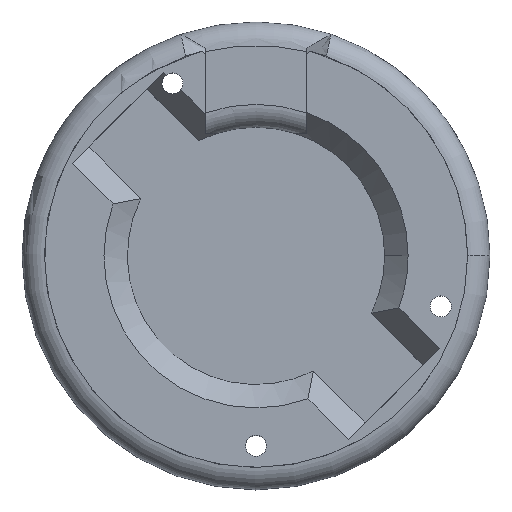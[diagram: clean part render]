
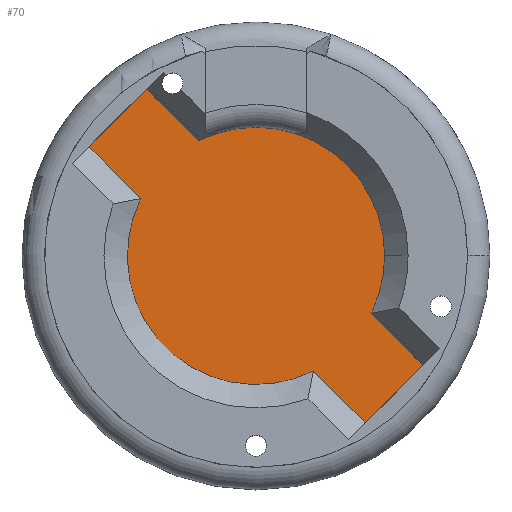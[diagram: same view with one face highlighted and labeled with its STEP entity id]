
A CAD part, top view. The second image highlights one B-rep face of the part: STEP entity #70.
In plain terms, the highlighted planar face has unit normal (0, 0, 1).
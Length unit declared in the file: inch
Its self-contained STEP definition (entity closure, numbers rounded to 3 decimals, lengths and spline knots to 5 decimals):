
#26 = LINE ( 'NONE', #27, #28 ) ;
#27 = CARTESIAN_POINT ( 'NONE',  ( -0.71418, 0.46669, -0.28 ) ) ;
#28 = VECTOR ( 'NONE', #29, 39.37008 ) ;
#29 = DIRECTION ( 'NONE',  ( 0.707, -0.707, 0. ) ) ;
#40 = CARTESIAN_POINT ( 'NONE',  ( 0.71418, -0.46669, -0.28 ) ) ;
#70 = ADVANCED_FACE ( 'NONE', ( #76 ), #77, .F. ) ;
#75 = CARTESIAN_POINT ( 'NONE',  ( 0.49244, -0.24495, -0.28 ) ) ;
#76 = FACE_OUTER_BOUND ( 'NONE', #1253, .T. ) ;
#77 = PLANE ( 'NONE',  #78 ) ;
#78 = AXIS2_PLACEMENT_3D ( 'NONE', #79, #80, #81 ) ;
#79 = CARTESIAN_POINT ( 'NONE',  ( 0.46669, -0.71418, -0.28 ) ) ;
#80 = DIRECTION ( 'NONE',  ( 0., 0., -1. ) ) ;
#81 = DIRECTION ( 'NONE',  ( -1., 0., 0. ) ) ;
#117 = CARTESIAN_POINT ( 'NONE',  ( -0.24495, 0.49244, -0.28 ) ) ;
#235 = CIRCLE ( 'NONE', #236, 0.55 ) ;
#236 = AXIS2_PLACEMENT_3D ( 'NONE', #237, #238, #239 ) ;
#237 = CARTESIAN_POINT ( 'NONE',  ( 0., 0., -0.28 ) ) ;
#238 = DIRECTION ( 'NONE',  ( 0., 0., 1. ) ) ;
#239 = DIRECTION ( 'NONE',  ( 1., 0., 0. ) ) ;
#326 = CARTESIAN_POINT ( 'NONE',  ( -0.16553, 0.5245, -0.28 ) ) ;
#385 = LINE ( 'NONE', #386, #387 ) ;
#386 = CARTESIAN_POINT ( 'NONE',  ( -0.71418, 0.46669, -0.28 ) ) ;
#387 = VECTOR ( 'NONE', #388, 39.37008 ) ;
#388 = DIRECTION ( 'NONE',  ( -0.707, -0.707, 0. ) ) ;
#521 = CIRCLE ( 'NONE', #522, 0.55 ) ;
#522 = AXIS2_PLACEMENT_3D ( 'NONE', #523, #524, #525 ) ;
#523 = CARTESIAN_POINT ( 'NONE',  ( 0., 0., -0.28 ) ) ;
#524 = DIRECTION ( 'NONE',  ( 0., 0., 1. ) ) ;
#525 = DIRECTION ( 'NONE',  ( 1., 0., 0. ) ) ;
#539 = CARTESIAN_POINT ( 'NONE',  ( -0.49244, 0.24495, -0.28 ) ) ;
#546 = CARTESIAN_POINT ( 'NONE',  ( -0.46669, 0.71418, -0.28 ) ) ;
#581 = LINE ( 'NONE', #582, #583 ) ;
#582 = CARTESIAN_POINT ( 'NONE',  ( -0.46669, 0.71418, -0.28 ) ) ;
#583 = VECTOR ( 'NONE', #584, 39.37008 ) ;
#584 = DIRECTION ( 'NONE',  ( -0.707, 0.707, 0. ) ) ;
#590 = CARTESIAN_POINT ( 'NONE',  ( 0.24495, -0.49244, -0.28 ) ) ;
#621 = CIRCLE ( 'NONE', #622, 0.55 ) ;
#622 = AXIS2_PLACEMENT_3D ( 'NONE', #623, #624, #625 ) ;
#623 = CARTESIAN_POINT ( 'NONE',  ( 0., 0., -0.28 ) ) ;
#624 = DIRECTION ( 'NONE',  ( 0., 0., 1. ) ) ;
#625 = DIRECTION ( 'NONE',  ( 1., 0., 0. ) ) ;
#632 = CARTESIAN_POINT ( 'NONE',  ( -0.71418, 0.46669, -0.28 ) ) ;
#707 = CIRCLE ( 'NONE', #708, 0.55 ) ;
#708 = AXIS2_PLACEMENT_3D ( 'NONE', #709, #711, #712 ) ;
#709 = CARTESIAN_POINT ( 'NONE',  ( 0., 0., -0.28 ) ) ;
#711 = DIRECTION ( 'NONE',  ( 0., 0., 1. ) ) ;
#712 = DIRECTION ( 'NONE',  ( 1., 0., 0. ) ) ;
#724 = LINE ( 'NONE', #725, #726 ) ;
#725 = CARTESIAN_POINT ( 'NONE',  ( -0.46669, 0.71418, -0.28 ) ) ;
#726 = VECTOR ( 'NONE', #728, 39.37008 ) ;
#728 = DIRECTION ( 'NONE',  ( -0.707, 0.707, 0. ) ) ;
#797 = CIRCLE ( 'NONE', #798, 0.55 ) ;
#798 = AXIS2_PLACEMENT_3D ( 'NONE', #799, #800, #801 ) ;
#799 = CARTESIAN_POINT ( 'NONE',  ( 0., 0., -0.28 ) ) ;
#800 = DIRECTION ( 'NONE',  ( 0., 0., 1. ) ) ;
#801 = DIRECTION ( 'NONE',  ( 1., 0., 0. ) ) ;
#807 = LINE ( 'NONE', #808, #811 ) ;
#808 = CARTESIAN_POINT ( 'NONE',  ( 0.71418, -0.46669, -0.28 ) ) ;
#811 = VECTOR ( 'NONE', #812, 39.37008 ) ;
#812 = DIRECTION ( 'NONE',  ( 0.707, 0.707, 0. ) ) ;
#820 = CARTESIAN_POINT ( 'NONE',  ( 0.46669, -0.71418, -0.28 ) ) ;
#827 = VERTEX_POINT ( 'NONE', #546 ) ;
#884 = LINE ( 'NONE', #885, #886 ) ;
#885 = CARTESIAN_POINT ( 'NONE',  ( -0.71418, 0.46669, -0.28 ) ) ;
#886 = VECTOR ( 'NONE', #887, 39.37008 ) ;
#887 = DIRECTION ( 'NONE',  ( 0.707, -0.707, 0. ) ) ;
#924 = CARTESIAN_POINT ( 'NONE',  ( 0.16553, 0.5245, -0.28 ) ) ;
#945 = ORIENTED_EDGE ( 'NONE', *, *, #1186, .T. ) ;
#988 = CARTESIAN_POINT ( 'NONE',  ( 0.55, 0., -0.28 ) ) ;
#1099 = ORIENTED_EDGE ( 'NONE', *, *, #1137, .T. ) ;
#1137 = EDGE_CURVE ( 'NONE', #1402, #1240, #807, .T. ) ;
#1155 = EDGE_CURVE ( 'NONE', #1359, #1349, #884, .T. ) ;
#1180 = ORIENTED_EDGE ( 'NONE', *, *, #1568, .T. ) ;
#1186 = EDGE_CURVE ( 'NONE', #827, #1359, #385, .T. ) ;
#1193 = ORIENTED_EDGE ( 'NONE', *, *, #1550, .T. ) ;
#1199 = ORIENTED_EDGE ( 'NONE', *, *, #1501, .T. ) ;
#1210 = EDGE_CURVE ( 'NONE', #1240, #1249, #581, .T. ) ;
#1211 = VERTEX_POINT ( 'NONE', #590 ) ;
#1220 = ORIENTED_EDGE ( 'NONE', *, *, #1210, .T. ) ;
#1240 = VERTEX_POINT ( 'NONE', #40 ) ;
#1249 = VERTEX_POINT ( 'NONE', #75 ) ;
#1253 = EDGE_LOOP ( 'NONE', ( #1220, #1199, #1193, #1180, #1529, #1573, #945, #1535, #1546, #1522, #1099 ) ) ;
#1349 = VERTEX_POINT ( 'NONE', #539 ) ;
#1359 = VERTEX_POINT ( 'NONE', #632 ) ;
#1394 = EDGE_CURVE ( 'NONE', #1462, #1527, #797, .T. ) ;
#1402 = VERTEX_POINT ( 'NONE', #820 ) ;
#1436 = VERTEX_POINT ( 'NONE', #924 ) ;
#1453 = VERTEX_POINT ( 'NONE', #988 ) ;
#1462 = VERTEX_POINT ( 'NONE', #326 ) ;
#1501 = EDGE_CURVE ( 'NONE', #1249, #1453, #621, .T. ) ;
#1509 = EDGE_CURVE ( 'NONE', #1349, #1211, #707, .T. ) ;
#1512 = EDGE_CURVE ( 'NONE', #1527, #827, #724, .T. ) ;
#1518 = EDGE_CURVE ( 'NONE', #1211, #1402, #26, .T. ) ;
#1522 = ORIENTED_EDGE ( 'NONE', *, *, #1518, .T. ) ;
#1527 = VERTEX_POINT ( 'NONE', #117 ) ;
#1529 = ORIENTED_EDGE ( 'NONE', *, *, #1394, .T. ) ;
#1535 = ORIENTED_EDGE ( 'NONE', *, *, #1155, .T. ) ;
#1546 = ORIENTED_EDGE ( 'NONE', *, *, #1509, .T. ) ;
#1550 = EDGE_CURVE ( 'NONE', #1453, #1436, #235, .T. ) ;
#1568 = EDGE_CURVE ( 'NONE', #1436, #1462, #521, .T. ) ;
#1573 = ORIENTED_EDGE ( 'NONE', *, *, #1512, .T. ) ;
